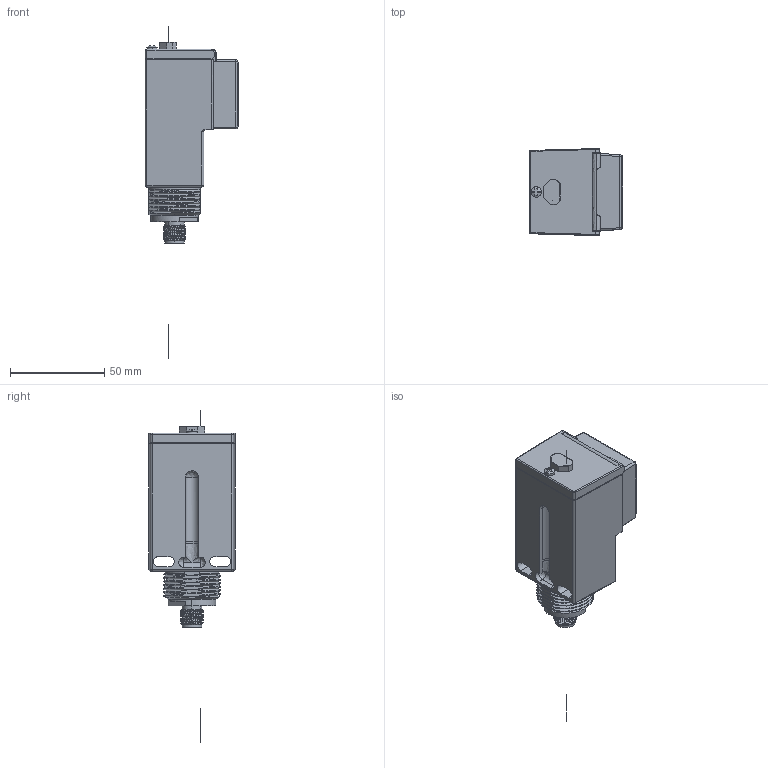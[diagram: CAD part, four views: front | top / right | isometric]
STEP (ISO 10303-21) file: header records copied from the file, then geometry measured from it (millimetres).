
FILE_DESCRIPTION( ('This file contains a STEP AP42 implementation' ,'as created by ZW3D STEP Interface translator.') ,'2;1' );
FILE_NAME( 'RP74-LXXXXX-CYXQ4LM.stp' ,'21 123. 85327', (''), ('ZWCAD Software Co.'), 'Version 1.0', 'ZW3D to STEP translator', '' );
FILE_SCHEMA(('AUTOMOTIVE_DESIGN'));
Length unit declared in the file: millimetre
Products named in the file (2): 0; RP74-LXXXXX-CYXQ4LM
Bounding box: 49.6 x 46.04 x 175.8 mm (x, y, z)
Volume: 138128.3 mm3; surface area: 23397.1 mm2
Topology: 6 solids, 7 shells, 332 faces, 836 edges, 530 vertices
Faces by surface type: bspline 332
Entity records: 15802 total; most frequent: CARTESIAN_POINT 10592, ORIENTED_EDGE 1658, EDGE_CURVE 829, B_SPLINE_CURVE_WITH_KNOTS 606, VERTEX_POINT 530, EDGE_LOOP 365, FACE_OUTER_BOUND 332, ADVANCED_FACE 332
